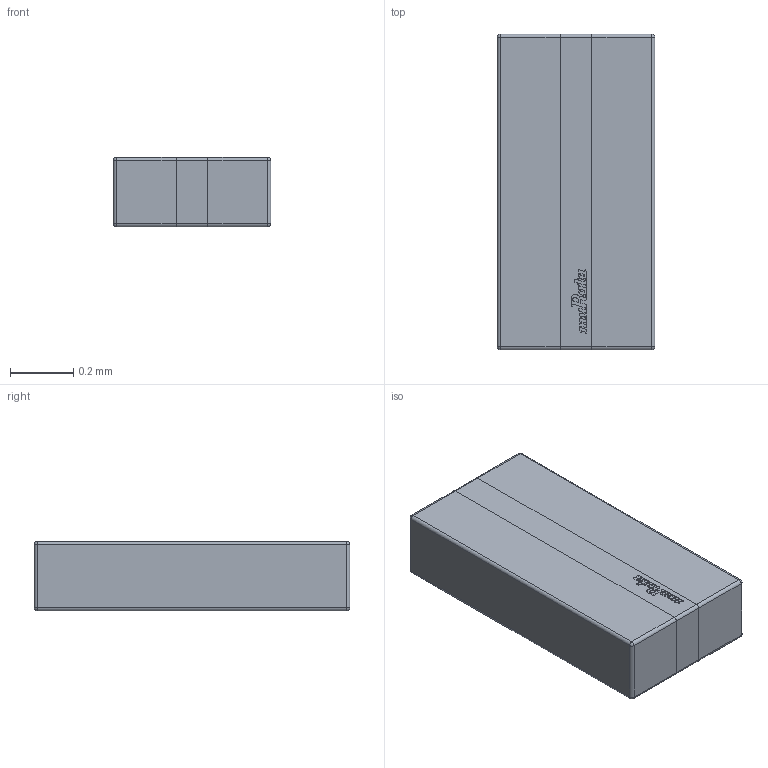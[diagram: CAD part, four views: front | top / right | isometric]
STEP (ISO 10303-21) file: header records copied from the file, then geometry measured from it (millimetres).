
FILE_DESCRIPTION (( 'STEP AP214' ), '1' );
FILE_NAME ('LLC152-0.2.STEP', '2021-09-01T08:40:55', ( '' ), ( '' ), 'SwSTEP 2.0', 'SolidWorks 2020', '' );
FILE_SCHEMA (( 'AUTOMOTIVE_DESIGN' ));
Length unit declared in the file: millimetre
Products named in the file (4): Pins; LLC152-0.2; Murata logo 1mm; Body
Assembly tree (3 placements, depth 2):
  LLC152-0.2
    Body
    Pins
    Murata logo 1mm
Bounding box: 0.5 x 1 x 0.22 mm (x, y, z)
Volume: 0.1 mm3; surface area: 2.5 mm2
Topology: 4 solids, 4 shells, 185 faces, 515 edges, 330 vertices
Faces by surface type: bspline 118, plane 39, cylinder 20, sphere 8
Entity records: 6646 total; most frequent: CARTESIAN_POINT 2580, ORIENTED_EDGE 1014, EDGE_CURVE 507, DIRECTION 455, VERTEX_POINT 330, B_SPLINE_CURVE_WITH_KNOTS 238, LINE 229, VECTOR 229
